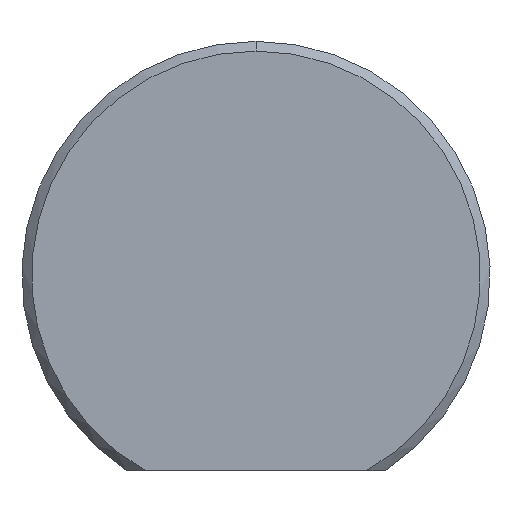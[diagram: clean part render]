
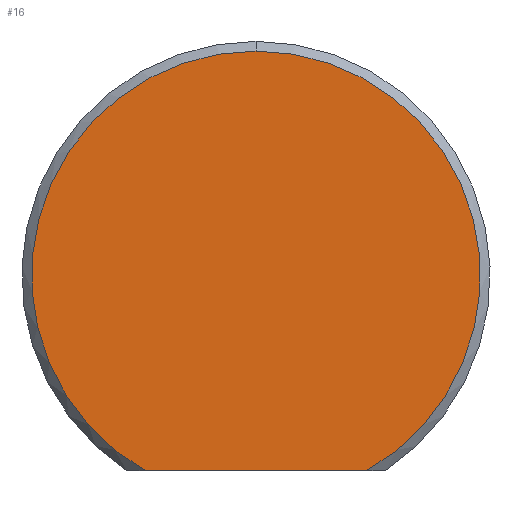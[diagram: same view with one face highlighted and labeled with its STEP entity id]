
A CAD part, front view. The second image highlights one B-rep face of the part: STEP entity #16.
In plain terms, the highlighted planar face has unit normal (0, -1, 0).
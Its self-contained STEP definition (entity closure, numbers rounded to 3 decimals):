
#16 = ADVANCED_FACE ( 'NONE', ( #139 ), #93, .F. ) ;
#21 = VECTOR ( 'NONE', #258, 1000. ) ;
#22 = CARTESIAN_POINT ( 'NONE',  ( 1.42, 0., -2.5 ) ) ;
#24 = AXIS2_PLACEMENT_3D ( 'NONE', #32, #175, #203 ) ;
#32 = CARTESIAN_POINT ( 'NONE',  ( 0., 0., 0. ) ) ;
#39 = AXIS2_PLACEMENT_3D ( 'NONE', #47, #195, #260 ) ;
#47 = CARTESIAN_POINT ( 'NONE',  ( 0., 0., 0. ) ) ;
#50 = VERTEX_POINT ( 'NONE', #185 ) ;
#64 = CARTESIAN_POINT ( 'NONE',  ( 0., 0., -2.5 ) ) ;
#72 = DIRECTION ( 'NONE',  ( 0., 0., 1. ) ) ;
#77 = LINE ( 'NONE', #64, #21 ) ;
#79 = EDGE_LOOP ( 'NONE', ( #99, #83, #214 ) ) ;
#83 = ORIENTED_EDGE ( 'NONE', *, *, #199, .T. ) ;
#92 = DIRECTION ( 'NONE',  ( 0., -1., 0. ) ) ;
#93 = PLANE ( 'NONE',  #24 ) ;
#99 = ORIENTED_EDGE ( 'NONE', *, *, #191, .T. ) ;
#103 = EDGE_CURVE ( 'NONE', #50, #161, #179, .T. ) ;
#120 = AXIS2_PLACEMENT_3D ( 'NONE', #219, #92, #72 ) ;
#126 = CIRCLE ( 'NONE', #120, 2.875 ) ;
#139 = FACE_OUTER_BOUND ( 'NONE', #79, .T. ) ;
#161 = VERTEX_POINT ( 'NONE', #217 ) ;
#175 = DIRECTION ( 'NONE',  ( 0., 1., 0. ) ) ;
#179 = CIRCLE ( 'NONE', #39, 2.875 ) ;
#185 = CARTESIAN_POINT ( 'NONE',  ( 0., 0., 2.875 ) ) ;
#191 = EDGE_CURVE ( 'NONE', #161, #241, #77, .T. ) ;
#195 = DIRECTION ( 'NONE',  ( 0., -1., 0. ) ) ;
#199 = EDGE_CURVE ( 'NONE', #241, #50, #126, .T. ) ;
#203 = DIRECTION ( 'NONE',  ( 0., 0., 1. ) ) ;
#214 = ORIENTED_EDGE ( 'NONE', *, *, #103, .T. ) ;
#217 = CARTESIAN_POINT ( 'NONE',  ( -1.42, 0., -2.5 ) ) ;
#219 = CARTESIAN_POINT ( 'NONE',  ( 0., 0., 0. ) ) ;
#241 = VERTEX_POINT ( 'NONE', #22 ) ;
#258 = DIRECTION ( 'NONE',  ( 1., 0., 0. ) ) ;
#260 = DIRECTION ( 'NONE',  ( 0., 0., 1. ) ) ;
